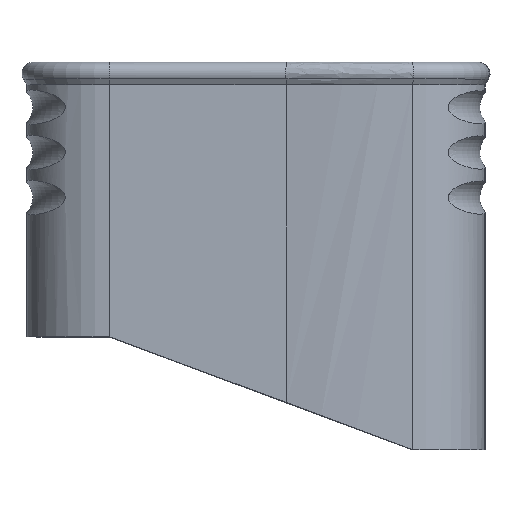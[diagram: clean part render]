
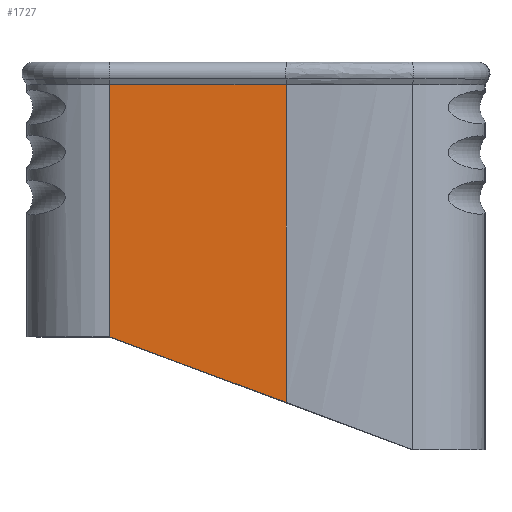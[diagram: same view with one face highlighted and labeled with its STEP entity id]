
A CAD part, top view. The second image highlights one B-rep face of the part: STEP entity #1727.
In plain terms, the highlighted planar face has unit normal (0, 0, 1).
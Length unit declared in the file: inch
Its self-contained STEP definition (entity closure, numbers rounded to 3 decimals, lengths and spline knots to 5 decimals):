
#49=PLANE('',#1890);
#93=LINE('',#3691,#187);
#145=LINE('',#4350,#239);
#150=LINE('',#4370,#244);
#151=LINE('',#4371,#245);
#187=VECTOR('',#2045,0.3937);
#239=VECTOR('',#2233,0.3937);
#244=VECTOR('',#2250,0.3937);
#245=VECTOR('',#2251,0.3937);
#380=FACE_OUTER_BOUND('',#482,.T.);
#482=EDGE_LOOP('',(#1454,#1455,#1456,#1457));
#709=VERTEX_POINT('',#3688);
#710=VERTEX_POINT('',#3690);
#775=VERTEX_POINT('',#4343);
#778=VERTEX_POINT('',#4369);
#894=EDGE_CURVE('',#710,#709,#93,.T.);
#1005=EDGE_CURVE('',#710,#775,#145,.T.);
#1012=EDGE_CURVE('',#778,#709,#150,.T.);
#1013=EDGE_CURVE('',#775,#778,#151,.T.);
#1454=ORIENTED_EDGE('',*,*,#1012,.F.);
#1455=ORIENTED_EDGE('',*,*,#1013,.F.);
#1456=ORIENTED_EDGE('',*,*,#1005,.F.);
#1457=ORIENTED_EDGE('',*,*,#894,.T.);
#1727=ADVANCED_FACE('',(#380),#49,.T.);
#1890=AXIS2_PLACEMENT_3D('',#4368,#2248,#2249);
#2045=DIRECTION('',(0.,-1.,0.));
#2233=DIRECTION('',(1.,0.,0.));
#2248=DIRECTION('center_axis',(0.,0.,1.));
#2249=DIRECTION('ref_axis',(-1.,0.,0.));
#2250=DIRECTION('',(-0.937,0.349,0.));
#2251=DIRECTION('',(0.,-1.,0.));
#3688=CARTESIAN_POINT('',(-1.25502,2.55906,0.51308));
#3690=CARTESIAN_POINT('',(-1.25502,3.87795,0.51308));
#3691=CARTESIAN_POINT('',(-1.25502,3.87795,0.51308));
#4343=CARTESIAN_POINT('',(-0.33111,3.87795,0.51308));
#4350=CARTESIAN_POINT('',(-1.25502,3.87795,0.51308));
#4368=CARTESIAN_POINT('Origin',(-0.33111,3.87795,0.51308));
#4369=CARTESIAN_POINT('',(-0.33111,2.21507,0.51308));
#4370=CARTESIAN_POINT('',(-1.02679,2.47408,0.51308));
#4371=CARTESIAN_POINT('',(-0.33111,3.87795,0.51308));
